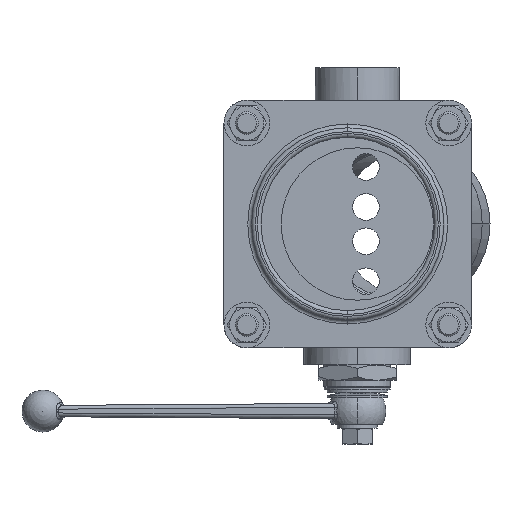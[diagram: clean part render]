
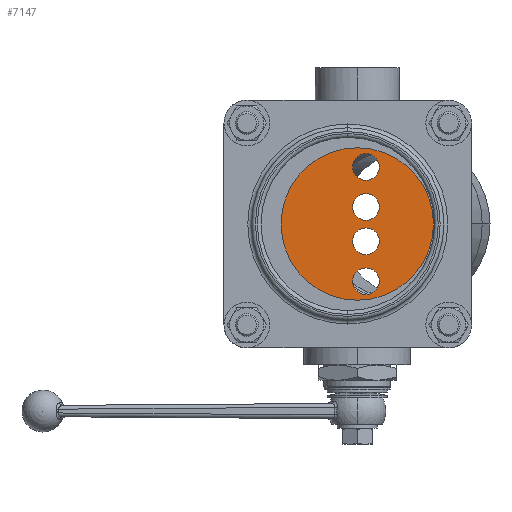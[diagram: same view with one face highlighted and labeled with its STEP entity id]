
A CAD part, left-side view. The second image highlights one B-rep face of the part: STEP entity #7147.
In plain terms, the highlighted planar face has unit normal (1, 0, 0).
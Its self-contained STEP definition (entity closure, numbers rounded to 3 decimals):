
#383 = ORIENTED_EDGE ( 'NONE', *, *, #5949, .T. ) ;
#384 = ORIENTED_EDGE ( 'NONE', *, *, #5947, .T. ) ;
#385 = ORIENTED_EDGE ( 'NONE', *, *, #5945, .T. ) ;
#386 = ORIENTED_EDGE ( 'NONE', *, *, #5948, .T. ) ;
#387 = ORIENTED_EDGE ( 'NONE', *, *, #5942, .T. ) ;
#388 = ORIENTED_EDGE ( 'NONE', *, *, #5946, .T. ) ;
#389 = ORIENTED_EDGE ( 'NONE', *, *, #5950, .T. ) ;
#390 = ORIENTED_EDGE ( 'NONE', *, *, #5951, .T. ) ;
#391 = ORIENTED_EDGE ( 'NONE', *, *, #5952, .T. ) ;
#392 = ORIENTED_EDGE ( 'NONE', *, *, #5953, .T. ) ;
#4791 = AXIS2_PLACEMENT_3D ( 'NONE', #14829, #14834, #14835 ) ;
#4792 = AXIS2_PLACEMENT_3D ( 'NONE', #14819, #14827, #14828 ) ;
#4794 = AXIS2_PLACEMENT_3D ( 'NONE', #14836, #14837, #14838 ) ;
#4795 = AXIS2_PLACEMENT_3D ( 'NONE', #14842, #14844, #14845 ) ;
#4796 = AXIS2_PLACEMENT_3D ( 'NONE', #14833, #14840, #14841 ) ;
#4797 = AXIS2_PLACEMENT_3D ( 'NONE', #14851, #14852, #14853 ) ;
#4798 = AXIS2_PLACEMENT_3D ( 'NONE', #14839, #14846, #14847 ) ;
#4799 = AXIS2_PLACEMENT_3D ( 'NONE', #14843, #14849, #14850 ) ;
#4800 = AXIS2_PLACEMENT_3D ( 'NONE', #14856, #14857, #14858 ) ;
#4801 = AXIS2_PLACEMENT_3D ( 'NONE', #14848, #14854, #14855 ) ;
#5942 = EDGE_CURVE ( 'NONE', #49126, #49127, #19665, .T. ) ;
#5945 = EDGE_CURVE ( 'NONE', #49122, #49124, #19668, .T. ) ;
#5946 = EDGE_CURVE ( 'NONE', #49127, #49126, #19669, .T. ) ;
#5947 = EDGE_CURVE ( 'NONE', #49119, #49121, #19670, .T. ) ;
#5948 = EDGE_CURVE ( 'NONE', #49124, #49122, #19671, .T. ) ;
#5949 = EDGE_CURVE ( 'NONE', #49121, #49119, #19672, .T. ) ;
#5950 = EDGE_CURVE ( 'NONE', #49129, #49131, #19673, .T. ) ;
#5951 = EDGE_CURVE ( 'NONE', #49131, #49129, #19675, .T. ) ;
#5952 = EDGE_CURVE ( 'NONE', #49132, #49134, #19676, .T. ) ;
#5953 = EDGE_CURVE ( 'NONE', #49134, #49132, #19677, .T. ) ;
#7147 = ADVANCED_FACE ( 'NONE', ( #32292, #32289, #32299, #32301, #32286 ), #8466, .F. ) ;
#8466 = PLANE ( 'NONE',  #31090 ) ;
#8474 = CARTESIAN_POINT ( 'NONE',  ( 42.775, -6.423, 38.097 ) ) ;
#8486 = DIRECTION ( 'NONE',  ( -1., 0., 0. ) ) ;
#8487 = DIRECTION ( 'NONE',  ( 0., -1., 0. ) ) ;
#13193 = EDGE_LOOP ( 'NONE', ( #384, #383 ) ) ;
#13211 = EDGE_LOOP ( 'NONE', ( #391, #392 ) ) ;
#13212 = EDGE_LOOP ( 'NONE', ( #389, #390 ) ) ;
#13213 = EDGE_LOOP ( 'NONE', ( #387, #388 ) ) ;
#13214 = EDGE_LOOP ( 'NONE', ( #385, #386 ) ) ;
#14819 = CARTESIAN_POINT ( 'NONE',  ( 42.775, -10.923, 2.597 ) ) ;
#14827 = DIRECTION ( 'NONE',  ( -1., 0., 0. ) ) ;
#14828 = DIRECTION ( 'NONE',  ( 0., -1., 0. ) ) ;
#14829 = CARTESIAN_POINT ( 'NONE',  ( 42.775, -10.923, -15.403 ) ) ;
#14833 = CARTESIAN_POINT ( 'NONE',  ( 42.775, -10.923, -36.403 ) ) ;
#14834 = DIRECTION ( 'NONE',  ( -1., 0., 0. ) ) ;
#14835 = DIRECTION ( 'NONE',  ( 0., -1., 0. ) ) ;
#14836 = CARTESIAN_POINT ( 'NONE',  ( 42.775, -10.923, 2.597 ) ) ;
#14837 = DIRECTION ( 'NONE',  ( -1., 0., 0. ) ) ;
#14838 = DIRECTION ( 'NONE',  ( 0., -1., 0. ) ) ;
#14839 = CARTESIAN_POINT ( 'NONE',  ( 42.775, -10.923, -36.403 ) ) ;
#14840 = DIRECTION ( 'NONE',  ( -1., 0., 0. ) ) ;
#14841 = DIRECTION ( 'NONE',  ( 0., -1., 0. ) ) ;
#14842 = CARTESIAN_POINT ( 'NONE',  ( 42.775, -10.923, -15.403 ) ) ;
#14843 = CARTESIAN_POINT ( 'NONE',  ( 42.775, -10.923, 23.597 ) ) ;
#14844 = DIRECTION ( 'NONE',  ( -1., 0., 0. ) ) ;
#14845 = DIRECTION ( 'NONE',  ( 0., -1., 0. ) ) ;
#14846 = DIRECTION ( 'NONE',  ( -1., 0., 0. ) ) ;
#14847 = DIRECTION ( 'NONE',  ( 0., -1., 0. ) ) ;
#14848 = CARTESIAN_POINT ( 'NONE',  ( 42.775, -6.423, -6.403 ) ) ;
#14849 = DIRECTION ( 'NONE',  ( -1., 0., 0. ) ) ;
#14850 = DIRECTION ( 'NONE',  ( 0., -1., 0. ) ) ;
#14851 = CARTESIAN_POINT ( 'NONE',  ( 42.775, -10.923, 23.597 ) ) ;
#14852 = DIRECTION ( 'NONE',  ( -1., 0., 0. ) ) ;
#14853 = DIRECTION ( 'NONE',  ( 0., -1., 0. ) ) ;
#14854 = DIRECTION ( 'NONE',  ( 1., 0., 0. ) ) ;
#14855 = DIRECTION ( 'NONE',  ( 0., -1., 0. ) ) ;
#14856 = CARTESIAN_POINT ( 'NONE',  ( 42.775, -6.423, -6.403 ) ) ;
#14857 = DIRECTION ( 'NONE',  ( 1., 0., 0. ) ) ;
#14858 = DIRECTION ( 'NONE',  ( 0., -1., 0. ) ) ;
#19665 = CIRCLE ( 'NONE', #4792, 7. ) ;
#19668 = CIRCLE ( 'NONE', #4791, 7. ) ;
#19669 = CIRCLE ( 'NONE', #4794, 7. ) ;
#19670 = CIRCLE ( 'NONE', #4796, 7. ) ;
#19671 = CIRCLE ( 'NONE', #4795, 7. ) ;
#19672 = CIRCLE ( 'NONE', #4798, 7. ) ;
#19673 = CIRCLE ( 'NONE', #4799, 7. ) ;
#19675 = CIRCLE ( 'NONE', #4797, 7. ) ;
#19676 = CIRCLE ( 'NONE', #4801, 44.1 ) ;
#19677 = CIRCLE ( 'NONE', #4800, 44.1 ) ;
#31090 = AXIS2_PLACEMENT_3D ( 'NONE', #8474, #8486, #8487 ) ;
#32286 = FACE_OUTER_BOUND ( 'NONE', #13211, .T. ) ;
#32289 = FACE_BOUND ( 'NONE', #13214, .T. ) ;
#32292 = FACE_BOUND ( 'NONE', #13193, .T. ) ;
#32299 = FACE_BOUND ( 'NONE', #13213, .T. ) ;
#32301 = FACE_BOUND ( 'NONE', #13212, .T. ) ;
#49119 = VERTEX_POINT ( 'NONE', #52104 ) ;
#49121 = VERTEX_POINT ( 'NONE', #52105 ) ;
#49122 = VERTEX_POINT ( 'NONE', #52106 ) ;
#49124 = VERTEX_POINT ( 'NONE', #52107 ) ;
#49126 = VERTEX_POINT ( 'NONE', #52108 ) ;
#49127 = VERTEX_POINT ( 'NONE', #52109 ) ;
#49129 = VERTEX_POINT ( 'NONE', #52110 ) ;
#49131 = VERTEX_POINT ( 'NONE', #52111 ) ;
#49132 = VERTEX_POINT ( 'NONE', #52112 ) ;
#49134 = VERTEX_POINT ( 'NONE', #52113 ) ;
#52104 = CARTESIAN_POINT ( 'NONE',  ( 42.775, -17.923, -36.403 ) ) ;
#52105 = CARTESIAN_POINT ( 'NONE',  ( 42.775, -3.923, -36.403 ) ) ;
#52106 = CARTESIAN_POINT ( 'NONE',  ( 42.775, -17.923, -15.403 ) ) ;
#52107 = CARTESIAN_POINT ( 'NONE',  ( 42.775, -3.923, -15.403 ) ) ;
#52108 = CARTESIAN_POINT ( 'NONE',  ( 42.775, -17.923, 2.597 ) ) ;
#52109 = CARTESIAN_POINT ( 'NONE',  ( 42.775, -3.923, 2.597 ) ) ;
#52110 = CARTESIAN_POINT ( 'NONE',  ( 42.775, -17.923, 23.597 ) ) ;
#52111 = CARTESIAN_POINT ( 'NONE',  ( 42.775, -3.923, 23.597 ) ) ;
#52112 = CARTESIAN_POINT ( 'NONE',  ( 42.775, -50.523, -6.403 ) ) ;
#52113 = CARTESIAN_POINT ( 'NONE',  ( 42.775, 37.677, -6.403 ) ) ;
